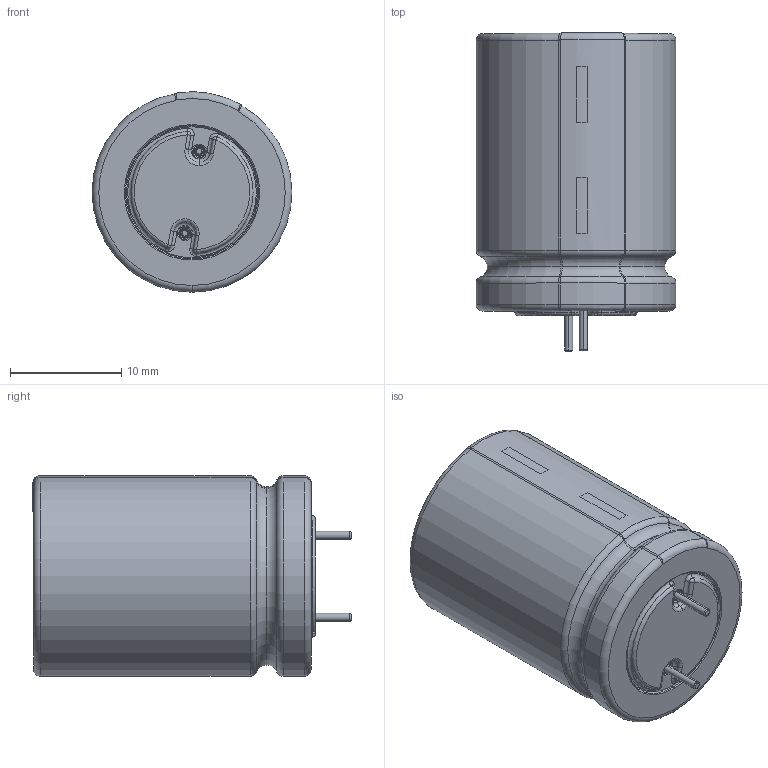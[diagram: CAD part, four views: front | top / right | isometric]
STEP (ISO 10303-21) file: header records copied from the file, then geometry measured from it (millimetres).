
FILE_DESCRIPTION (( 'STEP AP214' ), '1' );
FILE_NAME ('User Library-Panasonic 16V 4700uF 16v FC Motherboard Capacitors 18X25mm LOW ESR.STEP', '2019-12-08T01:28:07', ( '' ), ( '' ), 'SwSTEP 2.0', 'SolidWorks 2019', '' );
FILE_SCHEMA (( 'AUTOMOTIVE_DESIGN' ));
Length unit declared in the file: millimetre
Products named in the file (1): User Library-Panasonic 16V 4700uF 16v FC Motherboard Capacitors 18X25mm LOW ESR
Bounding box: 18 x 28.65 x 18.05 mm (x, y, z)
Volume: 6280.4 mm3; surface area: 1982.4 mm2
Topology: 1 solids, 1 shells, 162 faces, 376 edges, 214 vertices
Faces by surface type: torus 62, cylinder 48, plane 24, bspline 20, sphere 8
Entity records: 6645 total; most frequent: CARTESIAN_POINT 1479, DIRECTION 852, ORIENTED_EDGE 732, AXIS2_PLACEMENT_3D 383, EDGE_CURVE 366, CIRCLE 240, VERTEX_POINT 214, EDGE_LOOP 170
